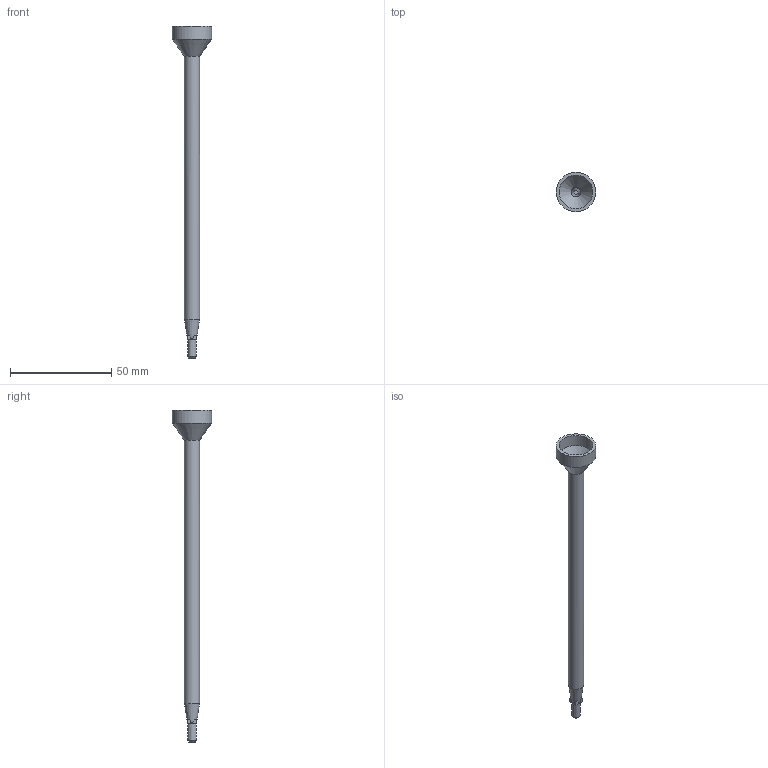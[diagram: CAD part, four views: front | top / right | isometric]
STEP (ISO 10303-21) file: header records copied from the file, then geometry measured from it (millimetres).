
FILE_DESCRIPTION(/* description */ ('Unknown','CAx-IF Rec.Pracs.---Representation and Presentation of Product Manufacturing Information (PMI)---4.0---2014-10-13','CAx-IF Rec.Pracs.---3D Tessellated Geometry---0.4---2014-09-14','2;1'),/* implementation_level */ '2;1');
FILE_NAME(/* name */ '5-32H-LS-PY_Mischrohr',/* time_stamp */ '2023-08-23T17:36:14+02:00',/* author */ ('Unknown'),/* organization */ ('Unknown'),/* preprocessor_version */ 'ST-DEVELOPER v16.7',/* originating_system */ 'Solid Edge',/* authorisation */ 'Unknown');
FILE_SCHEMA (('AP242_MANAGED_MODEL_BASED_3D_ENGINEERING_MIM_LF { 1 0 10303 442 1 1 4 }'));
Length unit declared in the file: millimetre
Products named in the file (1): 5-32H-LS-PY_Mischrohr
Bounding box: 19.5 x 19.5 x 164 mm (x, y, z)
Volume: 4856.3 mm3; surface area: 7053.2 mm2
Topology: 1 solids, 1 shells, 24 faces, 51 edges, 32 vertices
Faces by surface type: plane 13, cone 6, cylinder 5
Full cylindrical faces by diameter (mm): 2 x1, 4.7 x1, 7.5 x1, 16.7 x1, 19.5 x1
Entity records: 636 total; most frequent: CARTESIAN_POINT 141, DIRECTION 102, ORIENTED_EDGE 76, AXIS2_PLACEMENT_3D 43, EDGE_CURVE 38, EDGE_LOOP 38, FACE_BOUND 38, VERTEX_POINT 30
